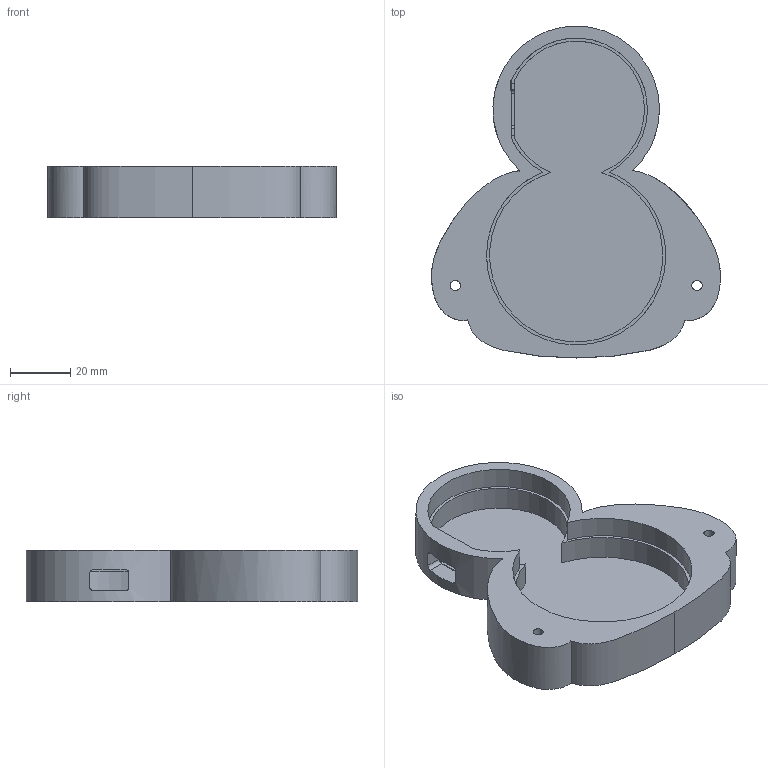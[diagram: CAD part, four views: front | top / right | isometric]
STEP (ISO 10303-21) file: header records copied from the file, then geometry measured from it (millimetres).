
FILE_DESCRIPTION(/* description */ (''),/* implementation_level */ '2;1');
FILE_NAME(/* name */ 'bottom_case.step',/* time_stamp */ '2026-01-02T19:28:52+04:00',/* author */ (''),/* organization */ (''),/* preprocessor_version */ 'ST-DEVELOPER v20.1',/* originating_system */ 'Autodesk Translation Framework v14.21.0.0',/* authorisation */ '');
FILE_SCHEMA (('AUTOMOTIVE_DESIGN { 1 0 10303 214 3 1 1 }'));
Length unit declared in the file: millimetre
Products named in the file (1): 2025-12-29-19-42-07-630
Bounding box: 95.69 x 109.93 x 17 mm (x, y, z)
Volume: 54625.2 mm3; surface area: 29871.2 mm2
Topology: 2 solids, 2 shells, 291 faces, 807 edges, 538 vertices
Faces by surface type: bspline 165, plane 103, cylinder 23
Full cylindrical faces by diameter (mm): 3.4 x2, 6 x2
Entity records: 11207 total; most frequent: CARTESIAN_POINT 4800, ORIENTED_EDGE 1614, EDGE_CURVE 807, DIRECTION 775, VERTEX_POINT 538, LINE 433, VECTOR 433, B_SPLINE_CURVE_WITH_KNOTS 328
